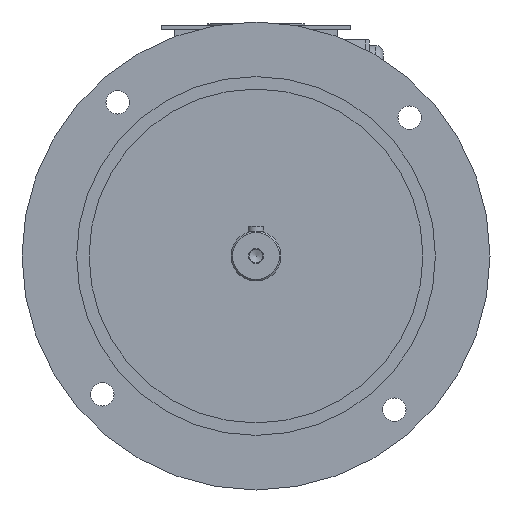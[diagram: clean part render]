
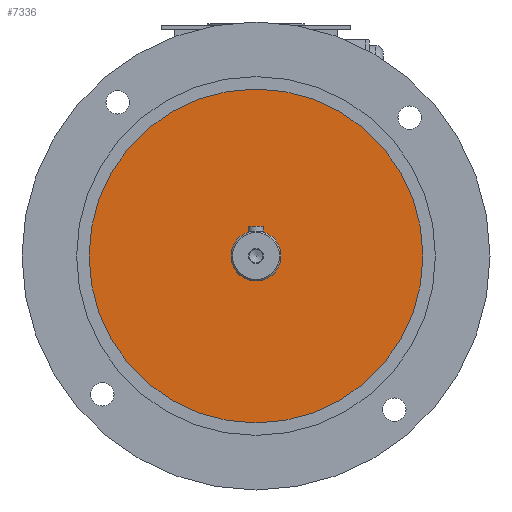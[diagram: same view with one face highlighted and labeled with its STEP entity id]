
A CAD part, front view. The second image highlights one B-rep face of the part: STEP entity #7336.
In plain terms, the highlighted planar face has unit normal (0, -1, 0).
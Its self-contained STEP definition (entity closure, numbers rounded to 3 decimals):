
#370=CIRCLE('',#7815,107.);
#380=CIRCLE('',#7838,16.);
#1772=ORIENTED_EDGE('',*,*,#2631,.T.);
#1773=ORIENTED_EDGE('',*,*,#2611,.F.);
#2611=EDGE_CURVE('',#3161,#3161,#370,.T.);
#2631=EDGE_CURVE('',#3178,#3178,#380,.T.);
#3161=VERTEX_POINT('',#10962);
#3178=VERTEX_POINT('',#11224);
#4484=EDGE_LOOP('',(#1772));
#4485=EDGE_LOOP('',(#1773));
#4819=FACE_BOUND('',#4484,.T.);
#4820=FACE_BOUND('',#4485,.T.);
#5031=PLANE('',#7839);
#7336=ADVANCED_FACE('',(#4819,#4820),#5031,.F.);
#7815=AXIS2_PLACEMENT_3D('',#10961,#9195,#9196);
#7838=AXIS2_PLACEMENT_3D('',#11223,#9249,#9250);
#7839=AXIS2_PLACEMENT_3D('',#11225,#9251,#9252);
#9195=DIRECTION('',(0.,1.,0.));
#9196=DIRECTION('',(0.,0.,1.));
#9249=DIRECTION('',(0.,1.,0.));
#9250=DIRECTION('',(1.,0.,0.));
#9251=DIRECTION('',(0.,1.,0.));
#9252=DIRECTION('',(0.,0.,1.));
#10961=CARTESIAN_POINT('',(0.,-35.,0.));
#10962=CARTESIAN_POINT('',(0.,-35.,107.));
#11223=CARTESIAN_POINT('',(0.,-35.,0.));
#11224=CARTESIAN_POINT('',(16.,-35.,0.));
#11225=CARTESIAN_POINT('',(0.,-35.,0.));
